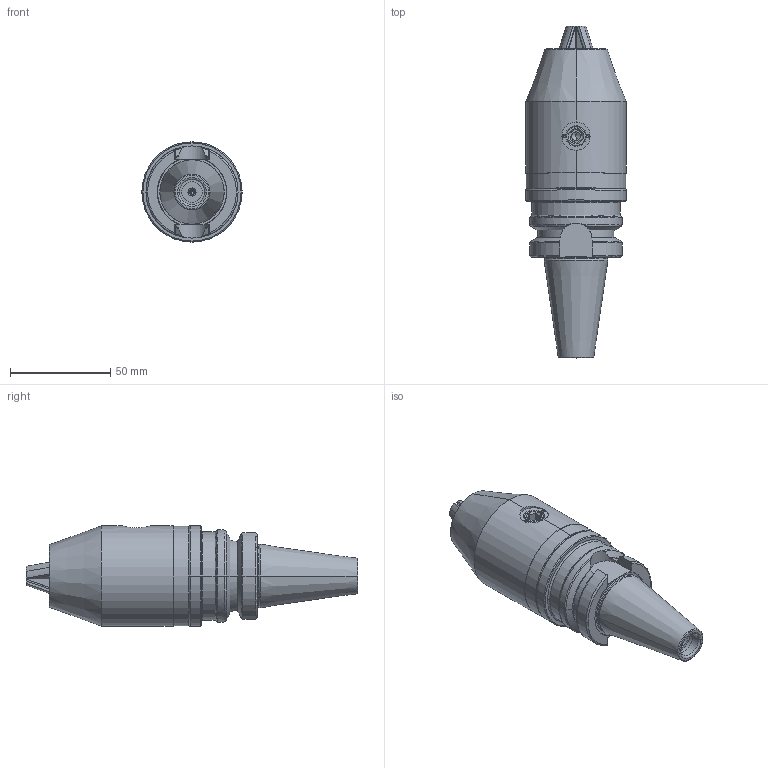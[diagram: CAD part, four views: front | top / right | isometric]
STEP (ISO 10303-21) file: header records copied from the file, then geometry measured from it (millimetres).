
FILE_DESCRIPTION (( 'STEP AP203' ), '1' );
FILE_NAME ('BF2BTF094A003A.STEP', '2021-02-18T07:34:42', ( '' ), ( '' ), 'SwSTEP 2.0', 'SolidWorks 2017', '' );
FILE_SCHEMA (( 'CONFIG_CONTROL_DESIGN' ));
Length unit declared in the file: millimetre
Products named in the file (13): BB13313010001A--; BB13313080001A; SB018001; BB13313090001A; BA13313100001A; F09414-01A; BB13313020101A; BB13313030001B; BB13313050001A-; BB13316040001A; BB13313060101A-; BF2BTF094A003A; KR029096
Assembly tree (14 placements, depth 3):
  BF2BTF094A003A
    F09414-01A
    BA13313100001A
      BB13313010001A--
      BB13313020101A
      BB13316040001A
      BB13313090001A
      BB13313050001A-
      BB13313060101A-
      BB13313080001A
      BB13313030001B  x3
      SB018001
      KR029096
Bounding box: 50.1 x 165.89 x 50.1 mm (x, y, z)
Volume: 170490.3 mm3; surface area: 67706.2 mm2
Topology: 13 solids, 13 shells, 1067 faces, 2870 edges, 1827 vertices
Faces by surface type: cylinder 361, plane 329, cone 258, torus 109, bspline 10
Entity records: 40456 total; most frequent: CARTESIAN_POINT 15756, ORIENTED_EDGE 5348, DIRECTION 4419, EDGE_CURVE 2674, AXIS2_PLACEMENT_3D 1829, VERTEX_POINT 1711, EDGE_LOOP 1055, ADVANCED_FACE 1001
